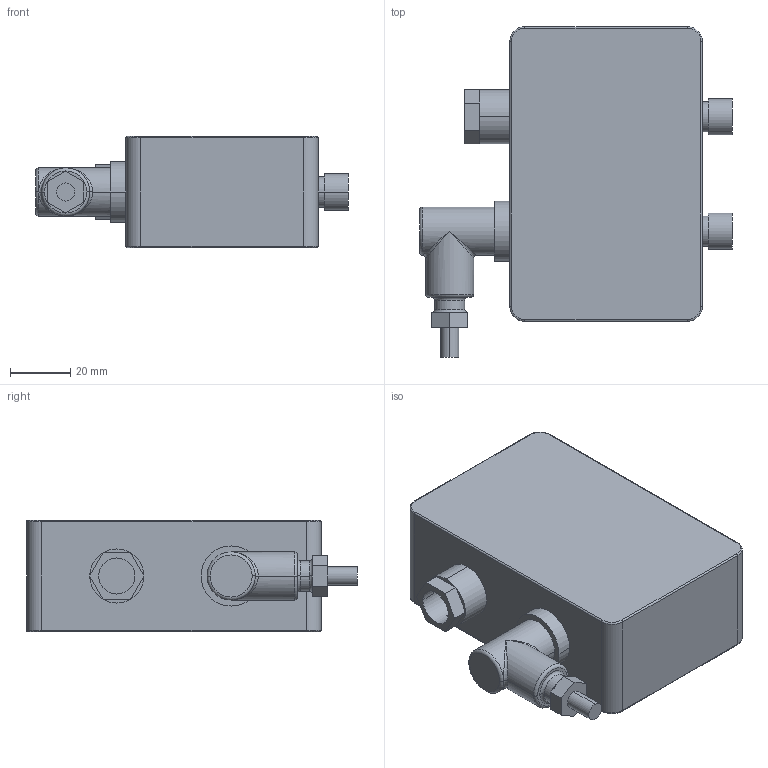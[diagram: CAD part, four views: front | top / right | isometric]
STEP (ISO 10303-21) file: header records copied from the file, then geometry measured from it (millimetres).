
FILE_DESCRIPTION((''),'2;1');
FILE_NAME('18G35_D300530C','2006-01-03T',('Pepperl+Fuchs'),('Industriehansa'),'PRO/ENGINEER BY PARAMETRIC TECHNOLOGY CORPORATION, 2005290','PRO/ENGINEER BY PARAMETRIC TECHNOLOGY CORPORATION, 2005290','');
FILE_SCHEMA(('AUTOMOTIVE_DESIGN_CC2 { 1 2 10303 214 -1 1 5 2 }'));
Length unit declared in the file: millimetre
Products named in the file (1): 18G35_D300530C
Bounding box: 104 x 110 x 37 mm (x, y, z)
Volume: 246212.1 mm3; surface area: 29237.2 mm2
Topology: 1 solids, 1 shells, 95 faces, 214 edges, 143 vertices
Faces by surface type: plane 41, cylinder 34, torus 16, bspline 4
Entity records: 3565 total; most frequent: CARTESIAN_POINT 727, DIRECTION 490, ORIENTED_EDGE 404, EDGE_CURVE 202, AXIS2_PLACEMENT_3D 194, VERTEX_POINT 119, EDGE_LOOP 105, VECTOR 102
